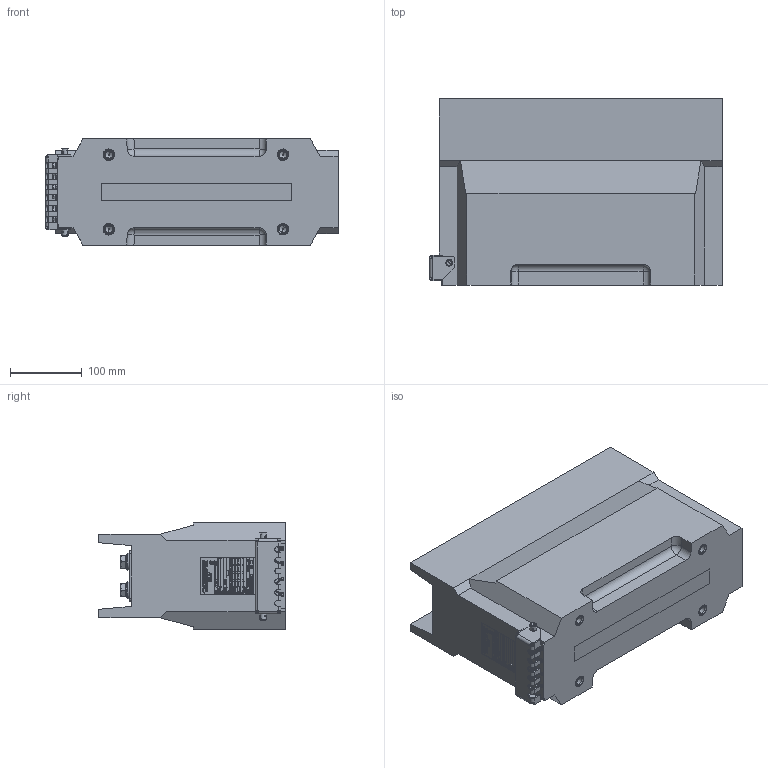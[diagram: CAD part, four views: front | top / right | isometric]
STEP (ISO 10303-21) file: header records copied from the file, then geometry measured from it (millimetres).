
FILE_DESCRIPTION (( 'STEP AP214' ), '1' );
FILE_NAME ('ﾒﾋﾊ-ﾑﾒ-10-12ﾌ1 (2000ﾀ).STEP', '2023-06-06T10:49:32', ( '' ), ( '' ), 'SwSTEP 2.0', 'SolidWorks 2014', '' );
FILE_SCHEMA (( 'AUTOMOTIVE_DESIGN' ));
Length unit declared in the file: millimetre
Products named in the file (19): curved spring lock washer_din_Spring washer DIN 128 - A12; plain washer grade a_din_Washer DIN 125 - A 13; ÂÅÈÓ.754312.182À Òàáëè÷êà òåõíè÷åñêèõ äàííûõ ÒËÊ-ÑÒ_-00; 屡扔.758181.002 妈眚 镫铎徼痤忸黜; ÂÅÈÓ.735314.015 Êðûøêà çàùèòíàÿ_-01; ÂÅÈÓ.671213.547 Ñáîðêà òðàíñôîðìàòîðà ñ çàëèâêîé_-08; Îòëèâêà^ÂÅÈÓ.671213.547 Ñáîðêà òðàíñôîðìàòîðà ñ çàëèâêîé_-08; ÂÅÈÓ.758472.015 Ãàéêà; ÂÅÈÓ.758472.006 Ãàéêà ñïåöèàëüíàÿ_00; ÂÅÈÓ.671213.337 Àêòèâíàÿ ÷àñòü_-05; 屡扔.757465.010 袜觐礤黜桕_00; Äåòàëü1^ÈÁËÒ.671213.547 Òðàíñôîðìàòîð òîêà ÒËÊ-ÑÒ-10-12Ì1; 屡扔.757465.021 袜觐礤黜桕_-01; hex screw gradeab_din_ISO 4017 - M5 x 10-N; 屡扔.758472.007 绵殛郷-02; curved spring lock washer_din_Spring washer DIN 128 - A5; ﾒﾋﾊ-ﾑﾒ-10-12ﾌ1 (2000ﾀ); plain washer grade a_din_Washer DIN 125 - A 5.3; hex screw gradeab_din_ISO 4017 - M12 x 30-N
Assembly tree (72 placements, depth 4):
  ﾒﾋﾊ-ﾑﾒ-10-12ﾌ1 (2000ﾀ)
    ÂÅÈÓ.671213.547 Ñáîðêà òðàíñôîðìàòîðà ñ çàëèâêîé_-08
      ÂÅÈÓ.671213.337 Àêòèâíàÿ ÷àñòü_-05
        屡扔.758472.007 绵殛郷-02  x8
        屡扔.757465.021 袜觐礤黜桕_-01
        屡扔.757465.010 袜觐礤黜桕_00
      ÂÅÈÓ.758472.006 Ãàéêà ñïåöèàëüíàÿ_00  x4
      ÂÅÈÓ.758472.015 Ãàéêà  x2
      Îòëèâêà^ÂÅÈÓ.671213.547 Ñáîðêà òðàíñôîðìàòîðà ñ çàëèâêîé_-08
    ÂÅÈÓ.735314.015 Êðûøêà çàùèòíàÿ_-01
    屡扔.758181.002 妈眚 镫铎徼痤忸黜  x2
    ÂÅÈÓ.754312.182À Òàáëè÷êà òåõíè÷åñêèõ äàííûõ ÒËÊ-ÑÒ_-00
    plain washer grade a_din_Washer DIN 125 - A 13  x8
    curved spring lock washer_din_Spring washer DIN 128 - A12  x8
    hex screw gradeab_din_ISO 4017 - M12 x 30-N  x8
    plain washer grade a_din_Washer DIN 125 - A 5.3  x8
    curved spring lock washer_din_Spring washer DIN 128 - A5  x8
    hex screw gradeab_din_ISO 4017 - M5 x 10-N  x8
    Äåòàëü1^ÈÁËÒ.671213.547 Òðàíñôîðìàòîð òîêà ÒËÊ-ÑÒ-10-12Ì1
Bounding box: 408 x 260 x 148 mm (x, y, z)
Volume: 11568697.3 mm3; surface area: 603765.5 mm2
Topology: 84 solids, 84 shells, 5119 faces, 13027 edges, 8370 vertices
Faces by surface type: plane 2716, bspline 1246, cylinder 616, cone 425, torus 96, sphere 20
Entity records: 212963 total; most frequent: CARTESIAN_POINT 85977, ORIENTED_EDGE 22074, DIRECTION 15539, EDGE_CURVE 11037, LINE 7463, VECTOR 7463, VERTEX_POINT 7252, EDGE_LOOP 4625
